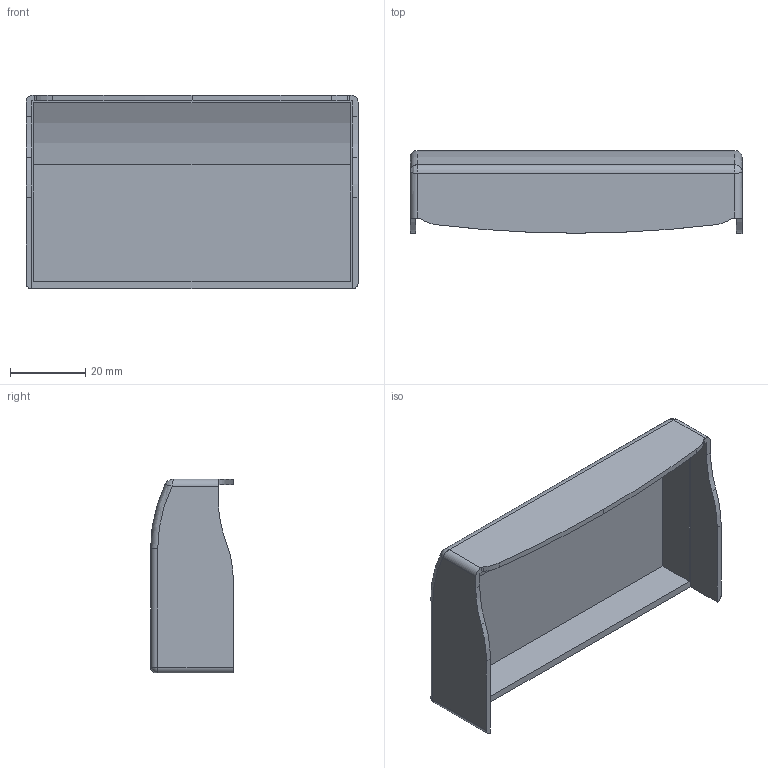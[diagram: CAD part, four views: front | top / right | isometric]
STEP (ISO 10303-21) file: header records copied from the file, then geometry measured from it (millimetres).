
FILE_DESCRIPTION(('CATIA V5 STEP Exchange','CAx-IF Rec.Pracs.--- Model Styling and Organization---1.4--- 2014-01-23'),'2;1');
FILE_NAME('638025_D000244_A-MOD-7.stp','2020-01-03T09:57:50+00:00',('none'),('none'),'CATIA Version 5-6 Release 2017 SP3','CATIA V5 STEP AP214','none');
FILE_SCHEMA(('AUTOMOTIVE_DESIGN { 1 0 10303 214 1 1 1 1 }'));
Length unit declared in the file: millimetre
Products named in the file (1): D000244_A-MOD-7
Bounding box: 88.2 x 22 x 51.5 mm (x, y, z)
Volume: 16105.3 mm3; surface area: 17499.3 mm2
Topology: 1 solids, 1 shells, 44 faces, 111 edges, 68 vertices
Faces by surface type: cylinder 20, plane 18, torus 4, bspline 2
Entity records: 1410 total; most frequent: CARTESIAN_POINT 369, ORIENTED_EDGE 218, DIRECTION 183, EDGE_CURVE 109, AXIS2_PLACEMENT_3D 82, VERTEX_POINT 68, VECTOR 63, LINE 63
